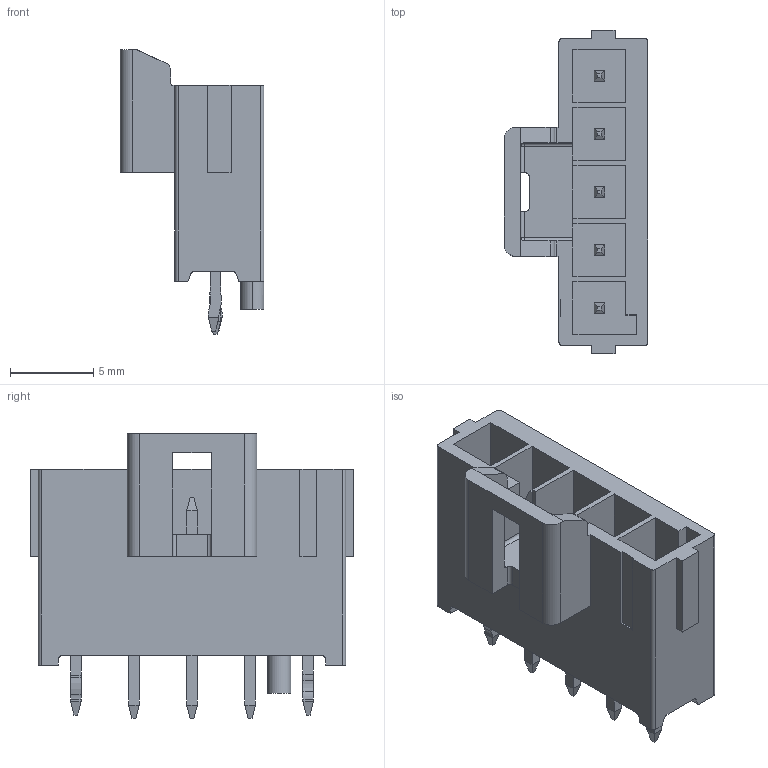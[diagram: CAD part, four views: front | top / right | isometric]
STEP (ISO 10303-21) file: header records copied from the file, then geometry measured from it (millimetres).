
FILE_DESCRIPTION(('FreeCAD Model'),'2;1');
FILE_NAME( 'parts/3DModels/COMPOUND_sp.step', '2018-02-05T21:04:20',('kicad StepUp'),('ksu MCAD'), 'Open CASCADE STEP processor 6.8','FreeCAD','Unknown');
FILE_SCHEMA(('AUTOMOTIVE_DESIGN_CC2 { 1 2 10303 214 -1 1 5 4 }'));
Length unit declared in the file: millimetre
Products named in the file (1): COMPOUND_sp
Bounding box: 8.67 x 19.5 x 17.15 mm (x, y, z)
Volume: 760.6 mm3; surface area: 1655.3 mm2
Topology: 1 solids, 1 shells, 334 faces, 911 edges, 604 vertices
Faces by surface type: plane 234, cylinder 98, sphere 2
Entity records: 10564 total; most frequent: CARTESIAN_POINT 1902, ORIENTED_EDGE 1800, DIRECTION 1769, EDGE_CURVE 900, LINE 703, VECTOR 703, VERTEX_POINT 582, AXIS2_PLACEMENT_3D 533
